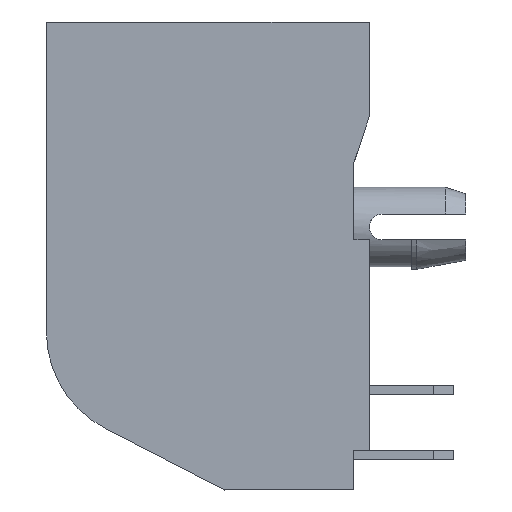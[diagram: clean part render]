
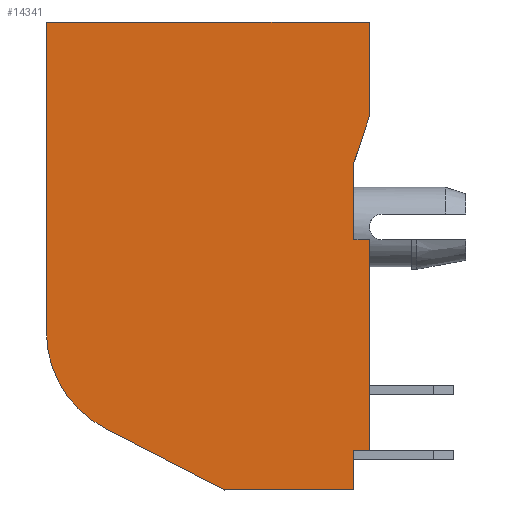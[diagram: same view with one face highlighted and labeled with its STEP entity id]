
A CAD part, left-side view. The second image highlights one B-rep face of the part: STEP entity #14341.
In plain terms, the highlighted planar face has unit normal (-1, 0, 0).
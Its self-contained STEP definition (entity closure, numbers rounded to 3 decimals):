
#181 = DIRECTION ( 'NONE',  ( 0., 1., 0. ) ) ;
#213 = VECTOR ( 'NONE', #18895, 1000. ) ;
#269 = CARTESIAN_POINT ( 'NONE',  ( -7.62, 12.6, 0. ) ) ;
#287 = ORIENTED_EDGE ( 'NONE', *, *, #12529, .F. ) ;
#299 = LINE ( 'NONE', #11777, #12125 ) ;
#363 = VECTOR ( 'NONE', #17047, 1000. ) ;
#388 = DIRECTION ( 'NONE',  ( 0., 0., -1. ) ) ;
#599 = CARTESIAN_POINT ( 'NONE',  ( -7.62, 0.6, -5.493 ) ) ;
#622 = DIRECTION ( 'NONE',  ( 0., 1., 0. ) ) ;
#660 = EDGE_CURVE ( 'NONE', #3569, #12505, #2965, .T. ) ;
#788 = PLANE ( 'NONE',  #5514 ) ;
#1013 = CARTESIAN_POINT ( 'NONE',  ( -7.62, 0., -8.5 ) ) ;
#1963 = VERTEX_POINT ( 'NONE', #599 ) ;
#2210 = CARTESIAN_POINT ( 'NONE',  ( -7.62, 0.6, -5.238 ) ) ;
#2301 = LINE ( 'NONE', #12347, #14564 ) ;
#2686 = CARTESIAN_POINT ( 'NONE',  ( -7.62, 0.6, -16.7 ) ) ;
#2965 = CIRCLE ( 'NONE', #18574, 4.25 ) ;
#3371 = FACE_OUTER_BOUND ( 'NONE', #15782, .T. ) ;
#3569 = VERTEX_POINT ( 'NONE', #13501 ) ;
#4020 = VERTEX_POINT ( 'NONE', #11270 ) ;
#4107 = LINE ( 'NONE', #12664, #14987 ) ;
#4216 = ORIENTED_EDGE ( 'NONE', *, *, #4974, .F. ) ;
#4403 = VECTOR ( 'NONE', #388, 1000. ) ;
#4434 = VERTEX_POINT ( 'NONE', #18707 ) ;
#4692 = LINE ( 'NONE', #12545, #11831 ) ;
#4862 = CARTESIAN_POINT ( 'NONE',  ( -7.62, 0.6, -5.238 ) ) ;
#4974 = EDGE_CURVE ( 'NONE', #18393, #9216, #13575, .T. ) ;
#5357 = LINE ( 'NONE', #4862, #6756 ) ;
#5514 = AXIS2_PLACEMENT_3D ( 'NONE', #19029, #11285, #11101 ) ;
#5669 = LINE ( 'NONE', #10715, #13745 ) ;
#6294 = CARTESIAN_POINT ( 'NONE',  ( -7.62, 12.6, -12.084 ) ) ;
#6370 = VERTEX_POINT ( 'NONE', #18063 ) ;
#6382 = EDGE_CURVE ( 'NONE', #18762, #18593, #5669, .T. ) ;
#6484 = DIRECTION ( 'NONE',  ( 0., 0., 1. ) ) ;
#6756 = VECTOR ( 'NONE', #16437, 1000. ) ;
#7047 = CARTESIAN_POINT ( 'NONE',  ( -7.62, 5.65, -18.26 ) ) ;
#7397 = EDGE_CURVE ( 'NONE', #9216, #4434, #4692, .T. ) ;
#7680 = DIRECTION ( 'NONE',  ( 0., -1., 0. ) ) ;
#8263 = ORIENTED_EDGE ( 'NONE', *, *, #13419, .F. ) ;
#8978 = EDGE_CURVE ( 'NONE', #1963, #4020, #5357, .T. ) ;
#9143 = DIRECTION ( 'NONE',  ( 1., 0., 0. ) ) ;
#9204 = VECTOR ( 'NONE', #15875, 1000. ) ;
#9216 = VERTEX_POINT ( 'NONE', #11352 ) ;
#9314 = EDGE_CURVE ( 'NONE', #4434, #3569, #9727, .T. ) ;
#9372 = VERTEX_POINT ( 'NONE', #10570 ) ;
#9727 = LINE ( 'NONE', #7047, #213 ) ;
#10177 = ORIENTED_EDGE ( 'NONE', *, *, #15041, .F. ) ;
#10570 = CARTESIAN_POINT ( 'NONE',  ( -7.62, 0., -16.7 ) ) ;
#10715 = CARTESIAN_POINT ( 'NONE',  ( -7.62, -0.252, 0. ) ) ;
#10815 = ORIENTED_EDGE ( 'NONE', *, *, #16029, .F. ) ;
#10942 = CARTESIAN_POINT ( 'NONE',  ( -7.62, 0., 0.365 ) ) ;
#11101 = DIRECTION ( 'NONE',  ( 0., -1., 0. ) ) ;
#11270 = CARTESIAN_POINT ( 'NONE',  ( -7.62, 0.6, -8.5 ) ) ;
#11285 = DIRECTION ( 'NONE',  ( 1., 0., 0. ) ) ;
#11352 = CARTESIAN_POINT ( 'NONE',  ( -7.62, 0.6, -18.26 ) ) ;
#11777 = CARTESIAN_POINT ( 'NONE',  ( -7.62, -0.252, -16.7 ) ) ;
#11831 = VECTOR ( 'NONE', #622, 1000. ) ;
#12125 = VECTOR ( 'NONE', #181, 1000. ) ;
#12231 = VERTEX_POINT ( 'NONE', #1013 ) ;
#12347 = CARTESIAN_POINT ( 'NONE',  ( -7.62, 12.6, 0.365 ) ) ;
#12505 = VERTEX_POINT ( 'NONE', #6294 ) ;
#12508 = VECTOR ( 'NONE', #18779, 1000. ) ;
#12529 = EDGE_CURVE ( 'NONE', #12505, #18762, #2301, .T. ) ;
#12545 = CARTESIAN_POINT ( 'NONE',  ( -7.62, -0.252, -18.26 ) ) ;
#12664 = CARTESIAN_POINT ( 'NONE',  ( -7.62, 0., -3.7 ) ) ;
#12894 = CARTESIAN_POINT ( 'NONE',  ( -7.62, -0.252, -8.5 ) ) ;
#13265 = ORIENTED_EDGE ( 'NONE', *, *, #6382, .F. ) ;
#13419 = EDGE_CURVE ( 'NONE', #4020, #12231, #15692, .T. ) ;
#13501 = CARTESIAN_POINT ( 'NONE',  ( -7.62, 10.299, -15.86 ) ) ;
#13575 = LINE ( 'NONE', #2210, #363 ) ;
#13626 = DIRECTION ( 'NONE',  ( 0., -1., 0. ) ) ;
#13724 = ORIENTED_EDGE ( 'NONE', *, *, #7397, .F. ) ;
#13740 = ORIENTED_EDGE ( 'NONE', *, *, #16494, .F. ) ;
#13745 = VECTOR ( 'NONE', #13626, 1000. ) ;
#14341 = ADVANCED_FACE ( 'NONE', ( #3371 ), #788, .F. ) ;
#14345 = DIRECTION ( 'NONE',  ( 0., 0.317, -0.948 ) ) ;
#14393 = CARTESIAN_POINT ( 'NONE',  ( -7.62, 0., 0.365 ) ) ;
#14564 = VECTOR ( 'NONE', #6484, 1000. ) ;
#14814 = LINE ( 'NONE', #10942, #4403 ) ;
#14987 = VECTOR ( 'NONE', #14345, 1000. ) ;
#15041 = EDGE_CURVE ( 'NONE', #9372, #18393, #299, .T. ) ;
#15692 = LINE ( 'NONE', #12894, #9204 ) ;
#15782 = EDGE_LOOP ( 'NONE', ( #13265, #287, #16219, #16980, #13724, #4216, #10177, #13740, #8263, #16119, #15905, #10815 ) ) ;
#15875 = DIRECTION ( 'NONE',  ( 0., -1., 0. ) ) ;
#15905 = ORIENTED_EDGE ( 'NONE', *, *, #18337, .F. ) ;
#16029 = EDGE_CURVE ( 'NONE', #18593, #6370, #16940, .T. ) ;
#16119 = ORIENTED_EDGE ( 'NONE', *, *, #8978, .F. ) ;
#16219 = ORIENTED_EDGE ( 'NONE', *, *, #660, .F. ) ;
#16437 = DIRECTION ( 'NONE',  ( 0., 0., -1. ) ) ;
#16494 = EDGE_CURVE ( 'NONE', #12231, #9372, #14814, .T. ) ;
#16940 = LINE ( 'NONE', #14393, #12508 ) ;
#16980 = ORIENTED_EDGE ( 'NONE', *, *, #9314, .F. ) ;
#17047 = DIRECTION ( 'NONE',  ( 0., 0., -1. ) ) ;
#17655 = CARTESIAN_POINT ( 'NONE',  ( -7.62, 0., 0. ) ) ;
#17704 = CARTESIAN_POINT ( 'NONE',  ( -7.62, 8.35, -12.084 ) ) ;
#18063 = CARTESIAN_POINT ( 'NONE',  ( -7.62, 0., -3.7 ) ) ;
#18337 = EDGE_CURVE ( 'NONE', #6370, #1963, #4107, .T. ) ;
#18393 = VERTEX_POINT ( 'NONE', #2686 ) ;
#18574 = AXIS2_PLACEMENT_3D ( 'NONE', #17704, #9143, #7680 ) ;
#18593 = VERTEX_POINT ( 'NONE', #17655 ) ;
#18707 = CARTESIAN_POINT ( 'NONE',  ( -7.62, 5.65, -18.26 ) ) ;
#18762 = VERTEX_POINT ( 'NONE', #269 ) ;
#18779 = DIRECTION ( 'NONE',  ( 0., 0., -1. ) ) ;
#18895 = DIRECTION ( 'NONE',  ( 0., 0.889, 0.459 ) ) ;
#19029 = CARTESIAN_POINT ( 'NONE',  ( -7.62, -0.252, 0.365 ) ) ;
